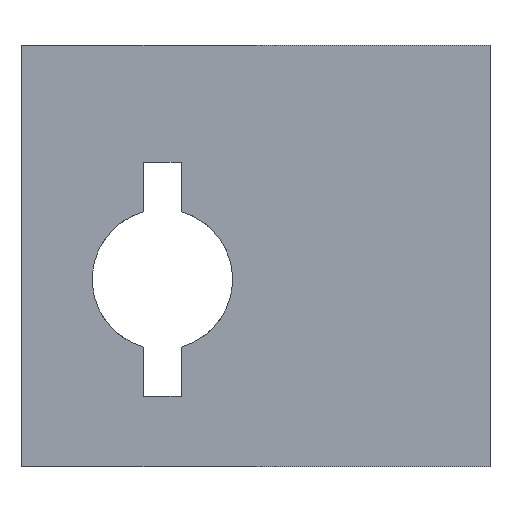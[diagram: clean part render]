
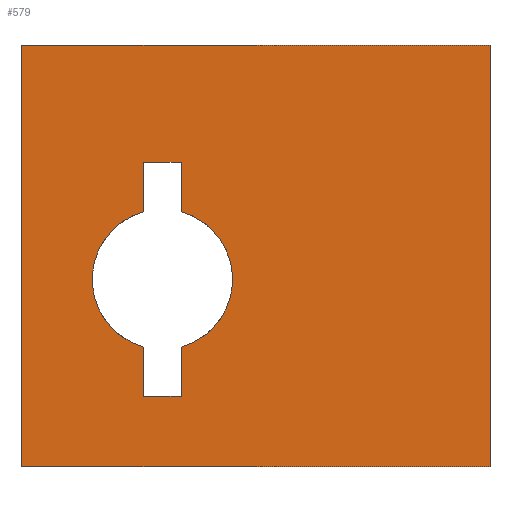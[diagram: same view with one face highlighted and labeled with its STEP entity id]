
A CAD part, front view. The second image highlights one B-rep face of the part: STEP entity #579.
In plain terms, the highlighted planar face has unit normal (0, -1, 0).
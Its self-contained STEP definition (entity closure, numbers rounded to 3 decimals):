
#1=DIRECTION('',(1.,0.,0.));
#2=VECTOR('',#1,100.);
#3=CARTESIAN_POINT('',(0.,0.,0.));
#4=LINE('',#3,#2);
#17=DIRECTION('',(0.,0.,1.));
#18=VECTOR('',#17,90.);
#19=CARTESIAN_POINT('',(0.,0.,0.));
#20=LINE('',#19,#18);
#21=DIRECTION('',(0.,0.,-1.));
#22=VECTOR('',#21,10.543);
#23=CARTESIAN_POINT('',(26.,0.,65.));
#24=LINE('',#23,#22);
#25=DIRECTION('',(0.,0.,-1.));
#26=VECTOR('',#25,10.543);
#27=CARTESIAN_POINT('',(26.,0.,25.543));
#28=LINE('',#27,#26);
#29=DIRECTION('',(1.,0.,0.));
#30=VECTOR('',#29,8.);
#31=CARTESIAN_POINT('',(26.,0.,15.));
#32=LINE('',#31,#30);
#33=DIRECTION('',(0.,0.,1.));
#34=VECTOR('',#33,10.543);
#35=CARTESIAN_POINT('',(34.,0.,15.));
#36=LINE('',#35,#34);
#37=DIRECTION('',(0.,0.,1.));
#38=VECTOR('',#37,10.543);
#39=CARTESIAN_POINT('',(34.,0.,54.457));
#40=LINE('',#39,#38);
#41=DIRECTION('',(-1.,0.,0.));
#42=VECTOR('',#41,8.);
#43=CARTESIAN_POINT('',(34.,0.,65.));
#44=LINE('',#43,#42);
#101=DIRECTION('',(0.,0.,1.));
#102=VECTOR('',#101,90.);
#103=CARTESIAN_POINT('',(100.,0.,0.));
#104=LINE('',#103,#102);
#129=DIRECTION('',(1.,0.,0.));
#130=VECTOR('',#129,100.);
#131=CARTESIAN_POINT('',(0.,0.,90.));
#132=LINE('',#131,#130);
#281=CARTESIAN_POINT('',(30.,0.,40.));
#282=DIRECTION('',(0.,1.,0.));
#283=DIRECTION('',(-0.267,0.,-0.964));
#284=AXIS2_PLACEMENT_3D('',#281,#282,#283);
#290=CARTESIAN_POINT('',(30.,0.,40.));
#291=DIRECTION('',(0.,1.,0.));
#292=DIRECTION('',(0.267,0.,0.964));
#293=AXIS2_PLACEMENT_3D('',#290,#291,#292);
#419=CARTESIAN_POINT('',(0.,0.,0.));
#420=CARTESIAN_POINT('',(100.,0.,0.));
#421=VERTEX_POINT('',#419);
#422=VERTEX_POINT('',#420);
#427=CARTESIAN_POINT('',(0.,0.,90.));
#428=CARTESIAN_POINT('',(100.,0.,90.));
#429=VERTEX_POINT('',#427);
#430=VERTEX_POINT('',#428);
#435=CARTESIAN_POINT('',(26.,0.,65.));
#436=CARTESIAN_POINT('',(26.,0.,54.457));
#437=VERTEX_POINT('',#435);
#438=VERTEX_POINT('',#436);
#439=CARTESIAN_POINT('',(26.,0.,25.543));
#440=CARTESIAN_POINT('',(26.,0.,15.));
#441=VERTEX_POINT('',#439);
#442=VERTEX_POINT('',#440);
#443=CARTESIAN_POINT('',(34.,0.,15.));
#444=VERTEX_POINT('',#443);
#445=CARTESIAN_POINT('',(34.,0.,25.543));
#446=VERTEX_POINT('',#445);
#447=CARTESIAN_POINT('',(34.,0.,54.457));
#448=CARTESIAN_POINT('',(34.,0.,65.));
#449=VERTEX_POINT('',#447);
#450=VERTEX_POINT('',#448);
#547=CARTESIAN_POINT('',(0.,0.,0.));
#548=DIRECTION('',(0.,-1.,0.));
#549=DIRECTION('',(1.,0.,0.));
#550=AXIS2_PLACEMENT_3D('',#547,#548,#549);
#551=PLANE('',#550);
#552=ORIENTED_EDGE('',*,*,#536,.F.);
#554=ORIENTED_EDGE('',*,*,#553,.T.);
#556=ORIENTED_EDGE('',*,*,#555,.T.);
#558=ORIENTED_EDGE('',*,*,#557,.F.);
#559=EDGE_LOOP('',(#552,#554,#556,#558));
#560=FACE_OUTER_BOUND('',#559,.F.);
#562=ORIENTED_EDGE('',*,*,#561,.T.);
#564=ORIENTED_EDGE('',*,*,#563,.F.);
#566=ORIENTED_EDGE('',*,*,#565,.T.);
#568=ORIENTED_EDGE('',*,*,#567,.T.);
#570=ORIENTED_EDGE('',*,*,#569,.T.);
#572=ORIENTED_EDGE('',*,*,#571,.F.);
#574=ORIENTED_EDGE('',*,*,#573,.T.);
#576=ORIENTED_EDGE('',*,*,#575,.T.);
#577=EDGE_LOOP('',(#562,#564,#566,#568,#570,#572,#574,#576));
#578=FACE_BOUND('',#577,.F.);
#579=ADVANCED_FACE('',(#560,#578),#551,.T.);
#285=CIRCLE('',#284,15.);
#294=CIRCLE('',#293,15.);
#536=EDGE_CURVE('',#421,#422,#4,.T.);
#553=EDGE_CURVE('',#421,#429,#20,.T.);
#555=EDGE_CURVE('',#429,#430,#132,.T.);
#557=EDGE_CURVE('',#422,#430,#104,.T.);
#561=EDGE_CURVE('',#437,#438,#24,.T.);
#563=EDGE_CURVE('',#441,#438,#285,.T.);
#565=EDGE_CURVE('',#441,#442,#28,.T.);
#567=EDGE_CURVE('',#442,#444,#32,.T.);
#569=EDGE_CURVE('',#444,#446,#36,.T.);
#571=EDGE_CURVE('',#449,#446,#294,.T.);
#573=EDGE_CURVE('',#449,#450,#40,.T.);
#575=EDGE_CURVE('',#450,#437,#44,.T.);
